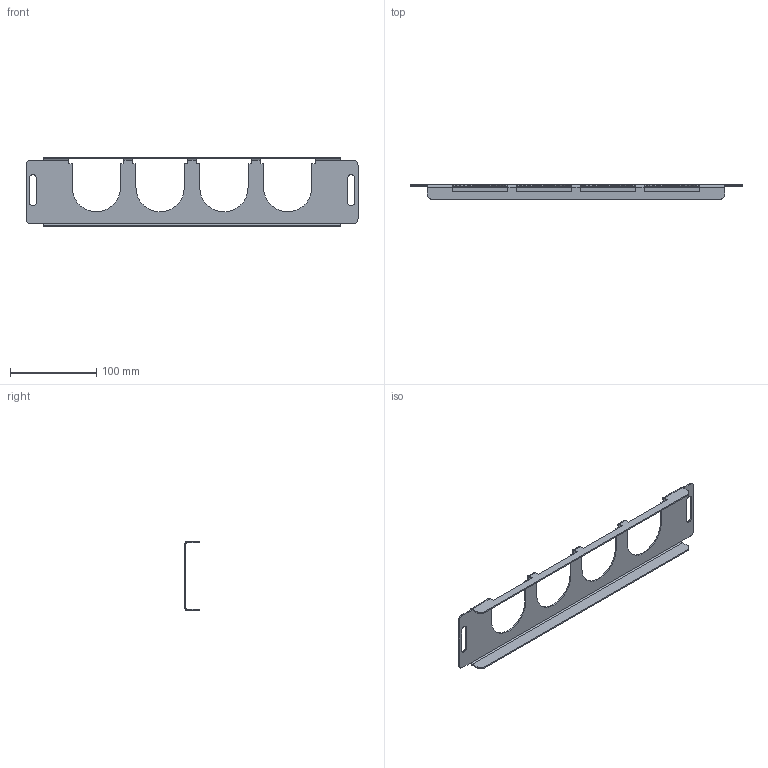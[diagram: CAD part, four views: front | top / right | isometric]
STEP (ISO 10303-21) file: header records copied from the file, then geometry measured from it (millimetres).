
FILE_DESCRIPTION (( 'STEP AP214' ), '1' );
FILE_NAME ('923.609.STEP', '2024-09-18T11:49:02', ( '' ), ( '' ), 'SwSTEP 2.0', 'SolidWorks 2021', '' );
FILE_SCHEMA (( 'AUTOMOTIVE_DESIGN' ));
Length unit declared in the file: millimetre
Products named in the file (1): 923.609
Bounding box: 385 x 17 x 80 mm (x, y, z)
Volume: 38357.3 mm3; surface area: 54273.7 mm2
Topology: 1 solids, 1 shells, 114 faces, 316 edges, 196 vertices
Faces by surface type: plane 68, cylinder 46
Entity records: 3658 total; most frequent: DIRECTION 638, ORIENTED_EDGE 632, CARTESIAN_POINT 627, EDGE_CURVE 316, LINE 224, VECTOR 224, AXIS2_PLACEMENT_3D 207, VERTEX_POINT 196
